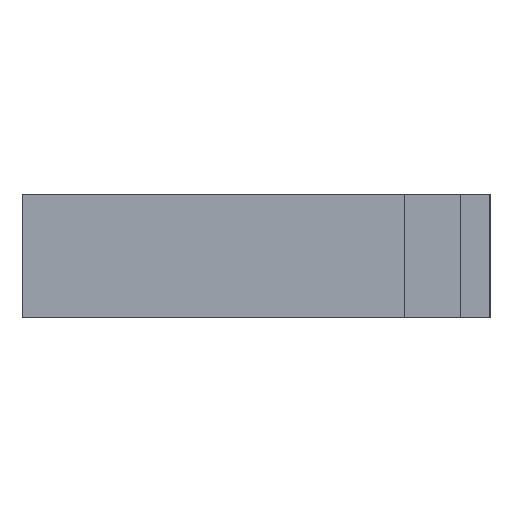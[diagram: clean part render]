
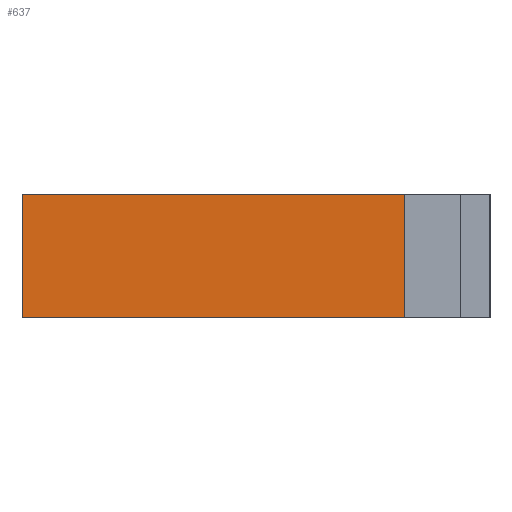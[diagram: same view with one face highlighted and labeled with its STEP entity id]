
A CAD part, left-side view. The second image highlights one B-rep face of the part: STEP entity #637.
In plain terms, the highlighted planar face has unit normal (-1, 0, 0).
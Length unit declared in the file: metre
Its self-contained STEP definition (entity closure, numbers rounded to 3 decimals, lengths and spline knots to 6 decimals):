
#116=ORIENTED_EDGE('',*,*,#283,.F.);
#117=ORIENTED_EDGE('',*,*,#257,.F.);
#118=ORIENTED_EDGE('',*,*,#302,.T.);
#119=ORIENTED_EDGE('',*,*,#303,.T.);
#257=EDGE_CURVE('',#353,#350,#417,.T.);
#283=EDGE_CURVE('',#350,#377,#433,.T.);
#302=EDGE_CURVE('',#353,#392,#443,.T.);
#303=EDGE_CURVE('',#392,#377,#444,.T.);
#350=VERTEX_POINT('',#929);
#353=VERTEX_POINT('',#934);
#377=VERTEX_POINT('',#987);
#392=VERTEX_POINT('',#1043);
#417=LINE('',#935,#481);
#433=LINE('',#986,#497);
#443=LINE('',#1042,#507);
#444=LINE('',#1044,#508);
#481=VECTOR('',#748,1.);
#497=VECTOR('',#788,1.);
#507=VECTOR('',#812,1.);
#508=VECTOR('',#813,1.);
#546=EDGE_LOOP('',(#116,#117,#118,#119));
#582=FACE_BOUND('',#546,.T.);
#614=PLANE('',#697);
#637=ADVANCED_FACE('',(#582),#614,.T.);
#697=AXIS2_PLACEMENT_3D('',#1041,#810,#811);
#748=DIRECTION('',(0.,0.,-1.));
#788=DIRECTION('',(0.,1.,0.));
#810=DIRECTION('',(-1.,0.,0.));
#811=DIRECTION('',(0.,-1.,0.));
#812=DIRECTION('',(0.,1.,0.));
#813=DIRECTION('',(0.,0.,-1.));
#929=CARTESIAN_POINT('',(-0.019685,-0.019685,0.));
#934=CARTESIAN_POINT('',(-0.019685,-0.019685,0.0127));
#935=CARTESIAN_POINT('',(-0.019685,-0.019685,0.0127));
#986=CARTESIAN_POINT('',(-0.019685,0.,0.));
#987=CARTESIAN_POINT('',(-0.019685,0.019685,0.));
#1041=CARTESIAN_POINT('',(-0.019685,0.,0.0127));
#1042=CARTESIAN_POINT('',(-0.019685,0.,0.0127));
#1043=CARTESIAN_POINT('',(-0.019685,0.019685,0.0127));
#1044=CARTESIAN_POINT('',(-0.019685,0.019685,0.0127));
